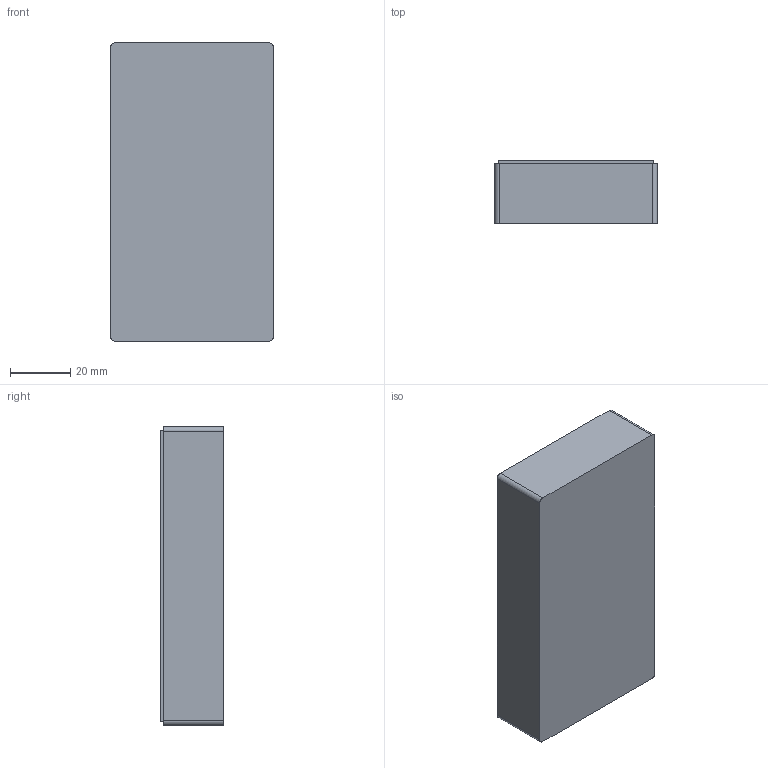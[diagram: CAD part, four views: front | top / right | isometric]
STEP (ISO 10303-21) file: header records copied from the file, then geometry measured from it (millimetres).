
FILE_DESCRIPTION(/* description */ (''),/* implementation_level */ '2;1');
FILE_NAME(/* name */ 'Base_ESP Data Logger Enclosure.step',/* time_stamp */ '2019-11-28T15:51:23+05:00',/* author */ (''),/* organization */ (''),/* preprocessor_version */ 'ST-DEVELOPER v18',/* originating_system */ 'Autodesk Translation Framework v8.12.0.6',/* authorisation */ '');
FILE_SCHEMA (('AUTOMOTIVE_DESIGN { 1 0 10303 214 3 1 1 }'));
Length unit declared in the file: millimetre
Products named in the file (1): ESP Data Logger Enclosure
Bounding box: 54 x 21 x 99 mm (x, y, z)
Volume: 21870.7 mm3; surface area: 23087.7 mm2
Topology: 1 solids, 1 shells, 41 faces, 91 edges, 60 vertices
Faces by surface type: plane 27, cylinder 14
Full cylindrical faces by diameter (mm): 2.4 x4, 5 x4, 6 x1
Entity records: 1181 total; most frequent: DIRECTION 203, CARTESIAN_POINT 193, ORIENTED_EDGE 182, EDGE_CURVE 91, AXIS2_PLACEMENT_3D 70, LINE 63, VECTOR 63, VERTEX_POINT 60
